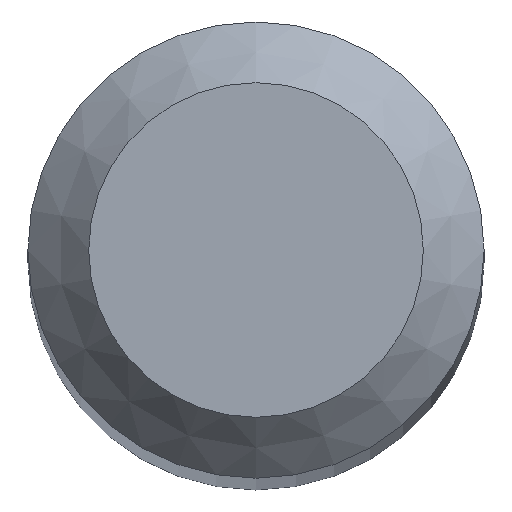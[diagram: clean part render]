
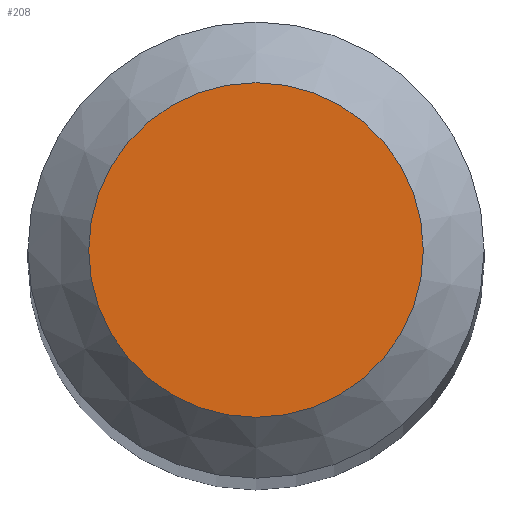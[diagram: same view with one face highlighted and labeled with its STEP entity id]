
A CAD part, top view. The second image highlights one B-rep face of the part: STEP entity #208.
In plain terms, the highlighted planar face has unit normal (0, 0, 1).
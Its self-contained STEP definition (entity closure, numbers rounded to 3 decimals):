
#4 = DIRECTION ( 'NONE',  ( 0., 1., 0. ) ) ;
#5 = CIRCLE ( 'NONE', #136, 0.55 ) ;
#18 = CARTESIAN_POINT ( 'NONE',  ( 0., 0., 30. ) ) ;
#37 = FACE_OUTER_BOUND ( 'NONE', #221, .T. ) ;
#39 = DIRECTION ( 'NONE',  ( 0., 0., -1. ) ) ;
#75 = CARTESIAN_POINT ( 'NONE',  ( 0., 0., 30. ) ) ;
#78 = VERTEX_POINT ( 'NONE', #148 ) ;
#86 = AXIS2_PLACEMENT_3D ( 'NONE', #18, #123, #161 ) ;
#107 = PLANE ( 'NONE',  #86 ) ;
#123 = DIRECTION ( 'NONE',  ( 0., 0., -1. ) ) ;
#136 = AXIS2_PLACEMENT_3D ( 'NONE', #75, #39, #4 ) ;
#142 = ORIENTED_EDGE ( 'NONE', *, *, #220, .F. ) ;
#148 = CARTESIAN_POINT ( 'NONE',  ( 0., 0.55, 30. ) ) ;
#161 = DIRECTION ( 'NONE',  ( 0., 1., 0. ) ) ;
#208 = ADVANCED_FACE ( 'NONE', ( #37 ), #107, .F. ) ;
#220 = EDGE_CURVE ( 'NONE', #78, #78, #5, .T. ) ;
#221 = EDGE_LOOP ( 'NONE', ( #142 ) ) ;
